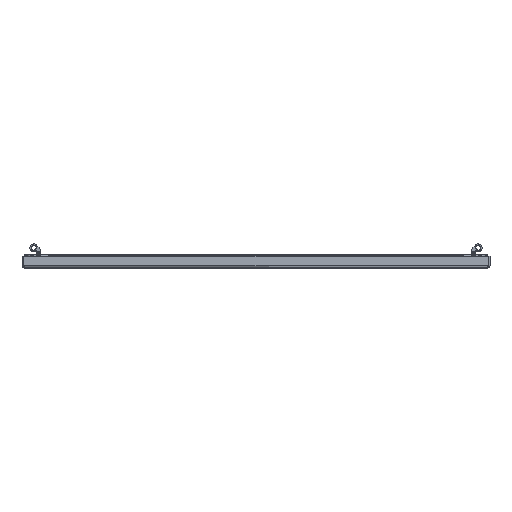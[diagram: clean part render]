
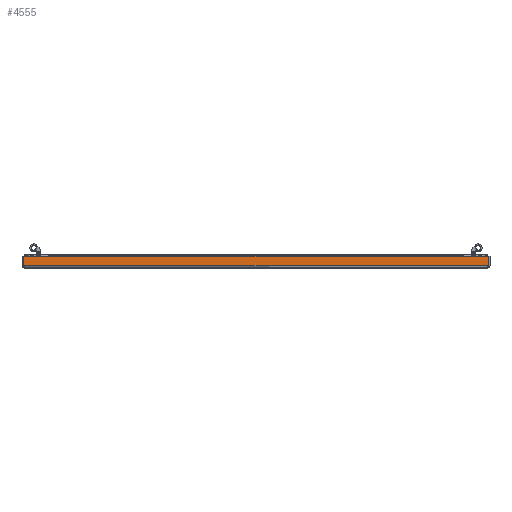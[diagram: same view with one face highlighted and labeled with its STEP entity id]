
A CAD part, front view. The second image highlights one B-rep face of the part: STEP entity #4555.
In plain terms, the highlighted planar face has unit normal (0, -1, 0).
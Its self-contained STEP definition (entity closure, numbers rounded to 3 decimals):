
#111 = DIRECTION ( 'NONE',  ( 0., 1., 0. ) ) ;
#424 = DIRECTION ( 'NONE',  ( 0., 0., 1. ) ) ;
#738 = EDGE_CURVE ( 'NONE', #10399, #2928, #2313, .T. ) ;
#1186 = CARTESIAN_POINT ( 'NONE',  ( 296.293, -998.5, 13.6 ) ) ;
#1253 = FACE_OUTER_BOUND ( 'NONE', #12398, .T. ) ;
#1336 = VECTOR ( 'NONE', #424, 1000. ) ;
#2037 = ORIENTED_EDGE ( 'NONE', *, *, #2618, .F. ) ;
#2110 = CARTESIAN_POINT ( 'NONE',  ( -296.293, -998.5, 2. ) ) ;
#2313 = LINE ( 'NONE', #11881, #1336 ) ;
#2618 = EDGE_CURVE ( 'NONE', #4588, #10399, #7183, .T. ) ;
#2928 = VERTEX_POINT ( 'NONE', #11233 ) ;
#3210 = LINE ( 'NONE', #5830, #9239 ) ;
#3315 = EDGE_CURVE ( 'NONE', #6481, #2928, #3401, .T. ) ;
#3401 = LINE ( 'NONE', #3748, #5694 ) ;
#3423 = PLANE ( 'NONE',  #6911 ) ;
#3748 = CARTESIAN_POINT ( 'NONE',  ( 0., -998.5, 13.6 ) ) ;
#4555 = ADVANCED_FACE ( 'NONE', ( #1253 ), #3423, .F. ) ;
#4588 = VERTEX_POINT ( 'NONE', #9772 ) ;
#4858 = ORIENTED_EDGE ( 'NONE', *, *, #3315, .T. ) ;
#5043 = VECTOR ( 'NONE', #5248, 1000. ) ;
#5248 = DIRECTION ( 'NONE',  ( -1., 0., 0. ) ) ;
#5394 = DIRECTION ( 'NONE',  ( 0., 0., 1. ) ) ;
#5694 = VECTOR ( 'NONE', #12119, 1000. ) ;
#5830 = CARTESIAN_POINT ( 'NONE',  ( 296.293, -998.5, 0. ) ) ;
#6481 = VERTEX_POINT ( 'NONE', #1186 ) ;
#6911 = AXIS2_PLACEMENT_3D ( 'NONE', #12666, #111, #5394 ) ;
#7183 = LINE ( 'NONE', #11359, #5043 ) ;
#9232 = ORIENTED_EDGE ( 'NONE', *, *, #738, .F. ) ;
#9239 = VECTOR ( 'NONE', #10073, 1000. ) ;
#9772 = CARTESIAN_POINT ( 'NONE',  ( 296.293, -998.5, 2. ) ) ;
#10073 = DIRECTION ( 'NONE',  ( 0., 0., 1. ) ) ;
#10399 = VERTEX_POINT ( 'NONE', #2110 ) ;
#10769 = ORIENTED_EDGE ( 'NONE', *, *, #12450, .T. ) ;
#11233 = CARTESIAN_POINT ( 'NONE',  ( -296.293, -998.5, 13.6 ) ) ;
#11359 = CARTESIAN_POINT ( 'NONE',  ( -298.4, -998.5, 2. ) ) ;
#11881 = CARTESIAN_POINT ( 'NONE',  ( -296.293, -998.5, 0. ) ) ;
#12119 = DIRECTION ( 'NONE',  ( -1., 0., 0. ) ) ;
#12398 = EDGE_LOOP ( 'NONE', ( #2037, #10769, #4858, #9232 ) ) ;
#12450 = EDGE_CURVE ( 'NONE', #4588, #6481, #3210, .T. ) ;
#12666 = CARTESIAN_POINT ( 'NONE',  ( 0., -998.5, 0. ) ) ;
